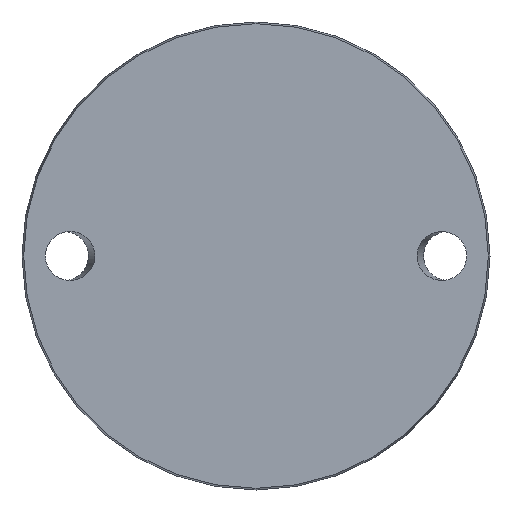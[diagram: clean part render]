
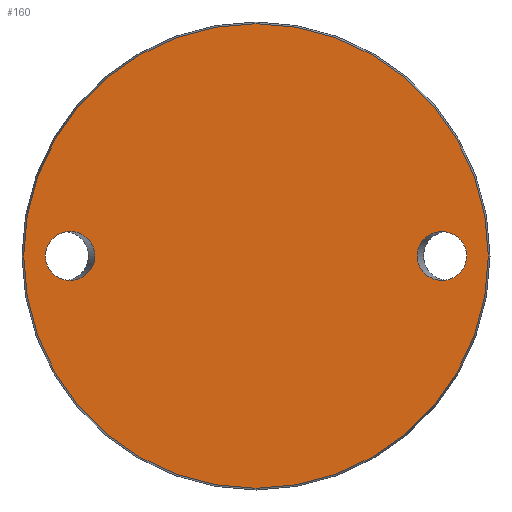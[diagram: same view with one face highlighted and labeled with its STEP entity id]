
A CAD part, front view. The second image highlights one B-rep face of the part: STEP entity #160.
In plain terms, the highlighted planar face has unit normal (0, -1, 0).
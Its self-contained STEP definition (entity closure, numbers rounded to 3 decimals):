
#25 = CARTESIAN_POINT ( 'NONE',  ( -54.385, 0., 16.5 ) ) ;
#71 = ORIENTED_EDGE ( 'NONE', *, *, #671, .T. ) ;
#72 = CARTESIAN_POINT ( 'NONE',  ( 54.385, 0., 0. ) ) ;
#79 = CARTESIAN_POINT ( 'NONE',  ( 71.115, 0., 0. ) ) ;
#83 = EDGE_LOOP ( 'NONE', ( #71 ) ) ;
#95 = EDGE_CURVE ( 'NONE', #503, #503, #183, .T. ) ;
#97 = AXIS2_PLACEMENT_3D ( 'NONE', #998, #862, #128 ) ;
#98 = FACE_BOUND ( 'NONE', #244, .T. ) ;
#104 = PLANE ( 'NONE',  #583 ) ;
#128 = DIRECTION ( 'NONE',  ( 0., 0., -1. ) ) ;
#160 = ADVANCED_FACE ( 'NONE', ( #912, #98, #747 ), #104, .F. ) ;
#183 =( BOUNDED_CURVE ( )  B_SPLINE_CURVE ( 3, ( #843, #186, #25, #602, #918, #773, #681 ),
 .UNSPECIFIED., .T., .F. ) 
 B_SPLINE_CURVE_WITH_KNOTS ( ( 4, 3, 4 ),
 ( 0., 3.142, 6.283 ),
 .UNSPECIFIED. ) 
 CURVE ( )  GEOMETRIC_REPRESENTATION_ITEM ( )  RATIONAL_B_SPLINE_CURVE ( ( 1., 0.333, 0.333, 1., 0.333, 0.333, 1. ) ) 
 REPRESENTATION_ITEM ( '' )  );
#186 = CARTESIAN_POINT ( 'NONE',  ( -71.115, 0., 16.5 ) ) ;
#244 = EDGE_LOOP ( 'NONE', ( #537 ) ) ;
#350 = CARTESIAN_POINT ( 'NONE',  ( -78.425, 0., 0. ) ) ;
#441 = CARTESIAN_POINT ( 'NONE',  ( 54.385, 0., 0. ) ) ;
#457 = DIRECTION ( 'NONE',  ( 0., 0., 1. ) ) ;
#459 = EDGE_LOOP ( 'NONE', ( #553 ) ) ;
#486 = CARTESIAN_POINT ( 'NONE',  ( 54.385, 0., 0. ) ) ;
#496 = CARTESIAN_POINT ( 'NONE',  ( 0., 0., -78.425 ) ) ;
#503 = VERTEX_POINT ( 'NONE', #826 ) ;
#537 = ORIENTED_EDGE ( 'NONE', *, *, #770, .F. ) ;
#544 = CARTESIAN_POINT ( 'NONE',  ( 71.115, 0., 16.5 ) ) ;
#553 = ORIENTED_EDGE ( 'NONE', *, *, #95, .T. ) ;
#583 = AXIS2_PLACEMENT_3D ( 'NONE', #350, #674, #457 ) ;
#602 = CARTESIAN_POINT ( 'NONE',  ( -54.385, 0., 0. ) ) ;
#654 = CIRCLE ( 'NONE', #97, 78.425 ) ;
#671 = EDGE_CURVE ( 'NONE', #741, #741, #654, .T. ) ;
#674 = DIRECTION ( 'NONE',  ( 0., 1., 0. ) ) ;
#681 = CARTESIAN_POINT ( 'NONE',  ( -71.115, 0., 0. ) ) ;
#694 =( BOUNDED_CURVE ( )  B_SPLINE_CURVE ( 3, ( #72, #727, #1031, #79, #544, #890, #486 ),
 .UNSPECIFIED., .T., .T. ) 
 B_SPLINE_CURVE_WITH_KNOTS ( ( 4, 3, 4 ),
 ( 0., 3.142, 6.283 ),
 .UNSPECIFIED. ) 
 CURVE ( )  GEOMETRIC_REPRESENTATION_ITEM ( )  RATIONAL_B_SPLINE_CURVE ( ( 1., 0.333, 0.333, 1., 0.333, 0.333, 1. ) ) 
 REPRESENTATION_ITEM ( '' )  );
#727 = CARTESIAN_POINT ( 'NONE',  ( 54.385, 0., -16.5 ) ) ;
#741 = VERTEX_POINT ( 'NONE', #496 ) ;
#747 = FACE_OUTER_BOUND ( 'NONE', #83, .T. ) ;
#770 = EDGE_CURVE ( 'NONE', #779, #779, #694, .T. ) ;
#773 = CARTESIAN_POINT ( 'NONE',  ( -71.115, 0., -16.5 ) ) ;
#779 = VERTEX_POINT ( 'NONE', #441 ) ;
#826 = CARTESIAN_POINT ( 'NONE',  ( -71.115, 0., 0. ) ) ;
#843 = CARTESIAN_POINT ( 'NONE',  ( -71.115, 0., 0. ) ) ;
#862 = DIRECTION ( 'NONE',  ( 0., -1., 0. ) ) ;
#890 = CARTESIAN_POINT ( 'NONE',  ( 54.385, 0., 16.5 ) ) ;
#912 = FACE_BOUND ( 'NONE', #459, .T. ) ;
#918 = CARTESIAN_POINT ( 'NONE',  ( -54.385, 0., -16.5 ) ) ;
#998 = CARTESIAN_POINT ( 'NONE',  ( 0., 0., 0. ) ) ;
#1031 = CARTESIAN_POINT ( 'NONE',  ( 71.115, 0., -16.5 ) ) ;
